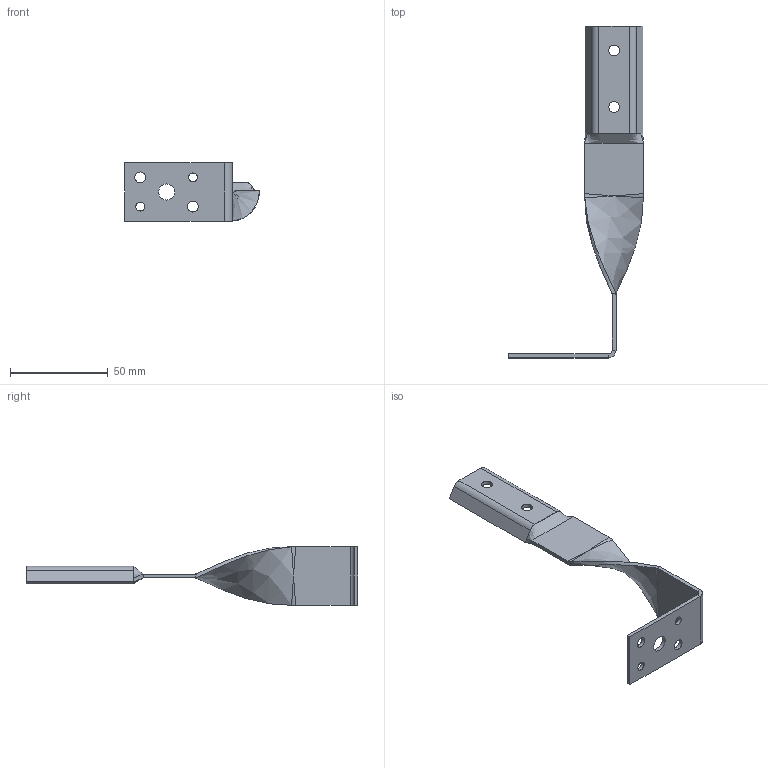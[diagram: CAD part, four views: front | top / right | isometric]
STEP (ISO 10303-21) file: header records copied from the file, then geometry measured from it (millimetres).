
FILE_DESCRIPTION(/* description */ (''),/* implementation_level */ '2;1');
FILE_NAME(/* name */ 'UDZS-H140.ipt.stp',/* time_stamp */ '2023-05-18T15:11:45+03:00',/* author */ ('Петров Ю.Д.'),/* organization */ (''),/* preprocessor_version */ 'ST-DEVELOPER v19.2',/* originating_system */ 'Autodesk Inventor 2023',/* authorisation */ '');
FILE_SCHEMA (('AUTOMOTIVE_DESIGN { 1 0 10303 214 3 1 1 }'));
Length unit declared in the file: millimetre
Products named in the file (1): UDZS-H140
Bounding box: 69.02 x 170 x 30.05 mm (x, y, z)
Volume: 13649.8 mm3; surface area: 15170.6 mm2
Topology: 2 solids, 2 shells, 73 faces, 199 edges, 114 vertices
Faces by surface type: plane 34, bspline 26, cylinder 13
Full cylindrical faces by diameter (mm): 4.5 x2, 5.5 x4, 8.25 x1
Entity records: 3018 total; most frequent: CARTESIAN_POINT 1333, ORIENTED_EDGE 366, DIRECTION 235, EDGE_CURVE 183, VERTEX_POINT 114, EDGE_LOOP 87, LINE 87, VECTOR 87
